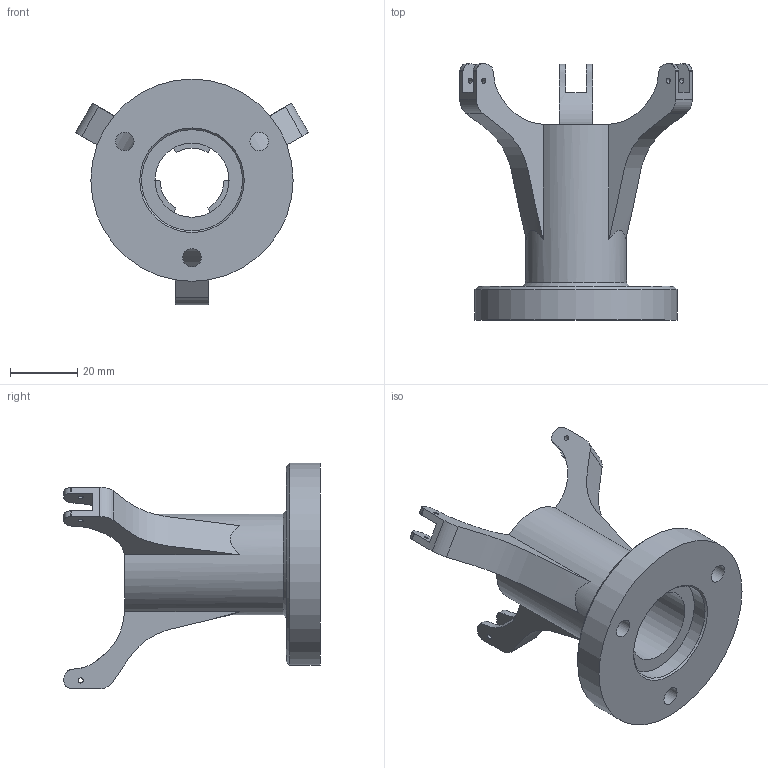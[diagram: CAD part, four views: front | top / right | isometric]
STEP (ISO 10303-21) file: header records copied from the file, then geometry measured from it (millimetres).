
FILE_DESCRIPTION(/* description */ ('STEP AP214'),/* implementation_level */ '2;1');
FILE_NAME(/* name */ '61fa9e60de1f9b6a4c35e5ea',/* time_stamp */ '2022-02-02T15:08:17+00:00',/* author */ (''),/* organization */ (''),/* preprocessor_version */ 'ST-DEVELOPER v18.101',/* originating_system */ ' ',/* authorisation */ ' ');
FILE_SCHEMA (('AUTOMOTIVE_DESIGN {1 0 10303 214 3 1 1}'));
Length unit declared in the file: metre
Products named in the file (1): Corps
Bounding box: 69.09 x 76.02 x 67 mm (x, y, z)
Volume: 47647 mm3; surface area: 19583.1 mm2
Topology: 1 solids, 1 shells, 65 faces, 183 edges, 122 vertices
Faces by surface type: plane 31, cylinder 25, bspline 6, cone 3
Full cylindrical faces by diameter (mm): 1.5 x6, 5.5 x3, 22 x1, 30 x2, 60 x1
Entity records: 2296 total; most frequent: CARTESIAN_POINT 639, ORIENTED_EDGE 324, DIRECTION 321, EDGE_CURVE 162, AXIS2_PLACEMENT_3D 120, VERTEX_POINT 117, EDGE_LOOP 103, FACE_BOUND 103
